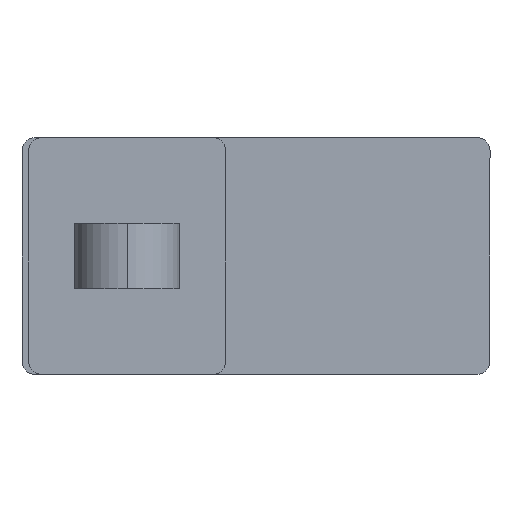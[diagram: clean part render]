
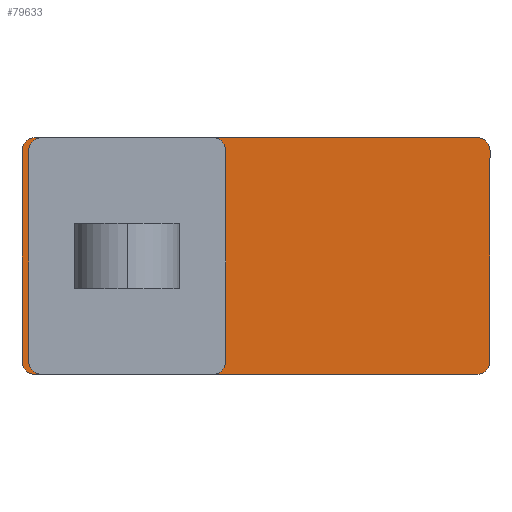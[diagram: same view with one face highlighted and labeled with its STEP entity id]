
A CAD part, front view. The second image highlights one B-rep face of the part: STEP entity #79633.
In plain terms, the highlighted planar face has unit normal (0, -1, 0).
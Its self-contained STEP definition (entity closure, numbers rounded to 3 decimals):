
#398 = CARTESIAN_POINT ( 'NONE',  ( 40., -100., -40.003 ) ) ;
#3839 = ORIENTED_EDGE ( 'NONE', *, *, #15332, .T. ) ;
#4551 = CARTESIAN_POINT ( 'NONE',  ( -40., -100., 138.003 ) ) ;
#5899 = AXIS2_PLACEMENT_3D ( 'NONE', #91765, #33239, #70458 ) ;
#7696 = CARTESIAN_POINT ( 'NONE',  ( 40., -100., 138.003 ) ) ;
#10696 = CARTESIAN_POINT ( 'NONE',  ( 40., -100., -35. ) ) ;
#10723 = DIRECTION ( 'NONE',  ( 0., 0., 1. ) ) ;
#13127 = CIRCLE ( 'NONE', #39382, 5.003 ) ;
#13155 = LINE ( 'NONE', #20407, #58060 ) ;
#14485 = LINE ( 'NONE', #7696, #76568 ) ;
#15332 = EDGE_CURVE ( 'NONE', #87453, #51103, #31509, .T. ) ;
#15915 = DIRECTION ( 'NONE',  ( -1., 0., 0. ) ) ;
#17552 = CARTESIAN_POINT ( 'NONE',  ( 45.003, -100., 133. ) ) ;
#18417 = DIRECTION ( 'NONE',  ( 0., -1., 0. ) ) ;
#19812 = AXIS2_PLACEMENT_3D ( 'NONE', #10696, #18417, #90914 ) ;
#20407 = CARTESIAN_POINT ( 'NONE',  ( -45.003, -100., 133. ) ) ;
#22209 = CARTESIAN_POINT ( 'NONE',  ( 45.003, -100., -35. ) ) ;
#25364 = EDGE_LOOP ( 'NONE', ( #25485, #3839, #57274, #74534, #50443, #38670, #52789, #77705 ) ) ;
#25485 = ORIENTED_EDGE ( 'NONE', *, *, #89719, .T. ) ;
#25541 = EDGE_CURVE ( 'NONE', #51103, #44427, #94780, .T. ) ;
#25669 = CARTESIAN_POINT ( 'NONE',  ( 45.003, -100., -35. ) ) ;
#28628 = CARTESIAN_POINT ( 'NONE',  ( -40., -100., -40.003 ) ) ;
#29626 = DIRECTION ( 'NONE',  ( 0., 0., -1. ) ) ;
#29745 = EDGE_CURVE ( 'NONE', #50006, #88055, #80418, .T. ) ;
#31509 = LINE ( 'NONE', #25669, #74342 ) ;
#32404 = FACE_OUTER_BOUND ( 'NONE', #25364, .T. ) ;
#33239 = DIRECTION ( 'NONE',  ( 0., -1., 0. ) ) ;
#34950 = VERTEX_POINT ( 'NONE', #42507 ) ;
#35327 = DIRECTION ( 'NONE',  ( 0., 0., -1. ) ) ;
#38670 = ORIENTED_EDGE ( 'NONE', *, *, #63834, .T. ) ;
#39382 = AXIS2_PLACEMENT_3D ( 'NONE', #63007, #85287, #48552 ) ;
#40741 = AXIS2_PLACEMENT_3D ( 'NONE', #88117, #66349, #29626 ) ;
#42507 = CARTESIAN_POINT ( 'NONE',  ( -45.003, -100., 133. ) ) ;
#42584 = VECTOR ( 'NONE', #59098, 1000. ) ;
#44427 = VERTEX_POINT ( 'NONE', #65015 ) ;
#48300 = CARTESIAN_POINT ( 'NONE',  ( -45.003, -100., -35. ) ) ;
#48552 = DIRECTION ( 'NONE',  ( 0., 0., -1. ) ) ;
#49083 = VERTEX_POINT ( 'NONE', #4551 ) ;
#50006 = VERTEX_POINT ( 'NONE', #48300 ) ;
#50443 = ORIENTED_EDGE ( 'NONE', *, *, #59120, .T. ) ;
#51103 = VERTEX_POINT ( 'NONE', #17552 ) ;
#51115 = AXIS2_PLACEMENT_3D ( 'NONE', #74382, #89357, #82106 ) ;
#52789 = ORIENTED_EDGE ( 'NONE', *, *, #29745, .T. ) ;
#55601 = PLANE ( 'NONE',  #19812 ) ;
#57018 = VERTEX_POINT ( 'NONE', #398 ) ;
#57274 = ORIENTED_EDGE ( 'NONE', *, *, #25541, .T. ) ;
#58060 = VECTOR ( 'NONE', #35327, 1000. ) ;
#59098 = DIRECTION ( 'NONE',  ( 1., 0., 0. ) ) ;
#59120 = EDGE_CURVE ( 'NONE', #49083, #34950, #13127, .T. ) ;
#60150 = EDGE_CURVE ( 'NONE', #44427, #49083, #14485, .T. ) ;
#63007 = CARTESIAN_POINT ( 'NONE',  ( -40., -100., 133. ) ) ;
#63834 = EDGE_CURVE ( 'NONE', #34950, #50006, #13155, .T. ) ;
#64331 = CARTESIAN_POINT ( 'NONE',  ( -40., -100., -40.003 ) ) ;
#64729 = CIRCLE ( 'NONE', #5899, 5.003 ) ;
#65015 = CARTESIAN_POINT ( 'NONE',  ( 40., -100., 138.003 ) ) ;
#66349 = DIRECTION ( 'NONE',  ( 0., -1., 0. ) ) ;
#70458 = DIRECTION ( 'NONE',  ( 0., 0., -1. ) ) ;
#74342 = VECTOR ( 'NONE', #10723, 1000. ) ;
#74382 = CARTESIAN_POINT ( 'NONE',  ( -40., -100., -35. ) ) ;
#74534 = ORIENTED_EDGE ( 'NONE', *, *, #60150, .T. ) ;
#76568 = VECTOR ( 'NONE', #15915, 1000. ) ;
#76890 = EDGE_CURVE ( 'NONE', #88055, #57018, #89530, .T. ) ;
#77705 = ORIENTED_EDGE ( 'NONE', *, *, #76890, .T. ) ;
#79633 = ADVANCED_FACE ( 'NONE', ( #32404 ), #55601, .T. ) ;
#80418 = CIRCLE ( 'NONE', #51115, 5.003 ) ;
#82106 = DIRECTION ( 'NONE',  ( 0., 0., -1. ) ) ;
#85287 = DIRECTION ( 'NONE',  ( 0., -1., 0. ) ) ;
#87453 = VERTEX_POINT ( 'NONE', #22209 ) ;
#88055 = VERTEX_POINT ( 'NONE', #64331 ) ;
#88117 = CARTESIAN_POINT ( 'NONE',  ( 40., -100., 133. ) ) ;
#89357 = DIRECTION ( 'NONE',  ( 0., -1., 0. ) ) ;
#89530 = LINE ( 'NONE', #28628, #42584 ) ;
#89719 = EDGE_CURVE ( 'NONE', #57018, #87453, #64729, .T. ) ;
#90914 = DIRECTION ( 'NONE',  ( 0., 0., -1. ) ) ;
#91765 = CARTESIAN_POINT ( 'NONE',  ( 40., -100., -35. ) ) ;
#94780 = CIRCLE ( 'NONE', #40741, 5.003 ) ;
